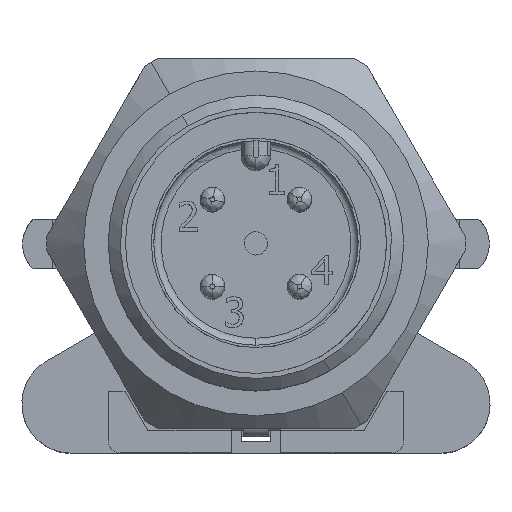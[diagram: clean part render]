
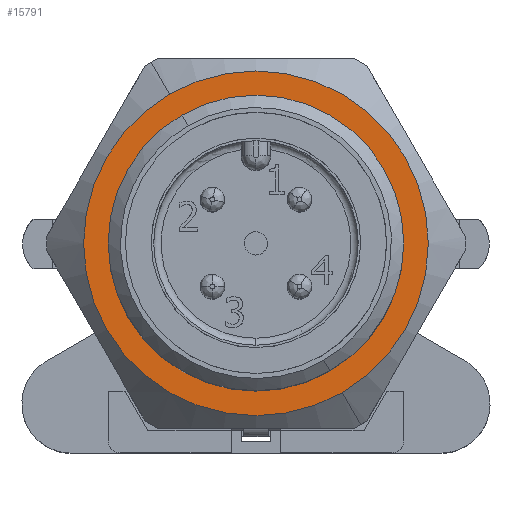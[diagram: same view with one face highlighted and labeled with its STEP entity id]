
A CAD part, top view. The second image highlights one B-rep face of the part: STEP entity #15791.
In plain terms, the highlighted planar face has unit normal (0, 0, 1).
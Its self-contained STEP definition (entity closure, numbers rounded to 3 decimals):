
#14965=AXIS2_PLACEMENT_3D('Circle Axis2P3D',#14963,#14964,$) ;
#14996=AXIS2_PLACEMENT_3D('Circle Axis2P3D',#14994,#14995,$) ;
#15767=AXIS2_PLACEMENT_3D('Plane Axis2P3D',#15764,#15765,#15766) ;
#15775=AXIS2_PLACEMENT_3D('Circle Axis2P3D',#15773,#15774,$) ;
#15784=AXIS2_PLACEMENT_3D('Circle Axis2P3D',#15782,#15783,$) ;
#14960=CARTESIAN_POINT('Vertex',(13.003,2.442,19.1)) ;
#14963=CARTESIAN_POINT('Axis2P3D Location',(9.505,8.5,19.1)) ;
#14967=CARTESIAN_POINT('Vertex',(6.007,14.558,19.1)) ;
#14994=CARTESIAN_POINT('Axis2P3D Location',(9.505,8.5,19.1)) ;
#15764=CARTESIAN_POINT('Axis2P3D Location',(5.842,14.844,19.1)) ;
#15773=CARTESIAN_POINT('Axis2P3D Location',(9.505,8.5,19.1)) ;
#15777=CARTESIAN_POINT('Vertex',(12.505,3.304,19.1)) ;
#15779=CARTESIAN_POINT('Vertex',(6.505,13.696,19.1)) ;
#15782=CARTESIAN_POINT('Axis2P3D Location',(9.505,8.5,19.1)) ;
#14964=DIRECTION('Axis2P3D Direction',(0.,0.,-1.)) ;
#14995=DIRECTION('Axis2P3D Direction',(0.,0.,-1.)) ;
#15765=DIRECTION('Axis2P3D Direction',(0.,0.,1.)) ;
#15766=DIRECTION('Axis2P3D XDirection',(0.866,0.5,0.)) ;
#15774=DIRECTION('Axis2P3D Direction',(0.,0.,1.)) ;
#15783=DIRECTION('Axis2P3D Direction',(0.,0.,1.)) ;
#15770=ORIENTED_EDGE('',*,*,#14998,.T.) ;
#15771=ORIENTED_EDGE('',*,*,#14969,.T.) ;
#15788=ORIENTED_EDGE('',*,*,#15781,.F.) ;
#15789=ORIENTED_EDGE('',*,*,#15786,.F.) ;
#15790=FACE_BOUND('',#15787,.T.) ;
#15791=ADVANCED_FACE('V1',(#15772,#15790),#15768,.T.) ;
#14966=CIRCLE('generated circle',#14965,6.995) ;
#14997=CIRCLE('generated circle',#14996,6.995) ;
#15776=CIRCLE('generated circle',#15775,6.) ;
#15785=CIRCLE('generated circle',#15784,6.) ;
#14969=EDGE_CURVE('',#14968,#14961,#14966,.F.) ;
#14998=EDGE_CURVE('',#14961,#14968,#14997,.F.) ;
#15781=EDGE_CURVE('',#15778,#15780,#15776,.T.) ;
#15786=EDGE_CURVE('',#15780,#15778,#15785,.T.) ;
#15769=EDGE_LOOP('',(#15770,#15771)) ;
#15787=EDGE_LOOP('',(#15788,#15789)) ;
#15772=FACE_OUTER_BOUND('',#15769,.T.) ;
#15768=PLANE('',#15767) ;
#14961=VERTEX_POINT('',#14960) ;
#14968=VERTEX_POINT('',#14967) ;
#15778=VERTEX_POINT('',#15777) ;
#15780=VERTEX_POINT('',#15779) ;
